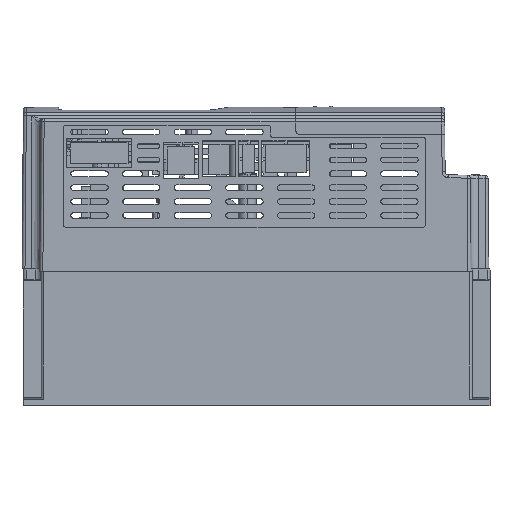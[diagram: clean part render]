
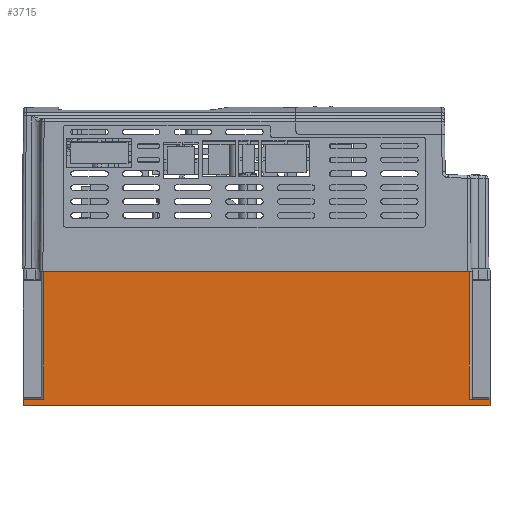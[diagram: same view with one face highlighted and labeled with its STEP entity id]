
A CAD part, left-side view. The second image highlights one B-rep face of the part: STEP entity #3715.
In plain terms, the highlighted planar face has unit normal (-1, 0, 0).
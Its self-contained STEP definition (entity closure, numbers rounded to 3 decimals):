
#39=DIRECTION('',(0.,0.,1.));
#40=VECTOR('',#39,3.5);
#41=CARTESIAN_POINT('',(0.,-117.5,-69.));
#42=LINE('',#41,#40);
#277=DIRECTION('',(0.,0.,1.));
#278=VECTOR('',#277,3.5);
#279=CARTESIAN_POINT('',(0.,117.5,-69.));
#280=LINE('',#279,#278);
#710=DIRECTION('',(0.,0.,-1.));
#711=VECTOR('',#710,64.);
#712=CARTESIAN_POINT('',(0.,107.,-1.5));
#713=LINE('',#712,#711);
#714=DIRECTION('',(0.,1.,0.));
#715=VECTOR('',#714,214.);
#716=CARTESIAN_POINT('',(0.,-107.,-1.5));
#717=LINE('',#716,#715);
#718=DIRECTION('',(0.,0.,1.));
#719=VECTOR('',#718,64.);
#720=CARTESIAN_POINT('',(0.,-107.,-65.5));
#721=LINE('',#720,#719);
#722=DIRECTION('',(0.,1.,0.));
#723=VECTOR('',#722,10.5);
#724=CARTESIAN_POINT('',(0.,-117.5,-65.5));
#725=LINE('',#724,#723);
#726=DIRECTION('',(0.,1.,0.));
#727=VECTOR('',#726,235.);
#728=CARTESIAN_POINT('',(0.,-117.5,-69.));
#729=LINE('',#728,#727);
#730=DIRECTION('',(0.,1.,0.));
#731=VECTOR('',#730,10.5);
#732=CARTESIAN_POINT('',(0.,107.,-65.5));
#733=LINE('',#732,#731);
#2574=CARTESIAN_POINT('',(0.,117.5,-69.));
#2575=VERTEX_POINT('',#2574);
#2578=CARTESIAN_POINT('',(0.,-117.5,-69.));
#2579=VERTEX_POINT('',#2578);
#2598=CARTESIAN_POINT('',(0.,-107.,-65.5));
#2599=CARTESIAN_POINT('',(0.,-107.,-1.5));
#2600=VERTEX_POINT('',#2598);
#2601=VERTEX_POINT('',#2599);
#2614=CARTESIAN_POINT('',(0.,-117.5,-65.5));
#2615=VERTEX_POINT('',#2614);
#2660=CARTESIAN_POINT('',(0.,107.,-65.5));
#2661=VERTEX_POINT('',#2660);
#2686=CARTESIAN_POINT('',(0.,107.,-1.5));
#2687=VERTEX_POINT('',#2686);
#2692=CARTESIAN_POINT('',(0.,117.5,-65.5));
#2693=VERTEX_POINT('',#2692);
#3697=CARTESIAN_POINT('',(0.,-117.5,-69.));
#3698=DIRECTION('',(-1.,0.,0.));
#3699=DIRECTION('',(0.,0.,1.));
#3700=AXIS2_PLACEMENT_3D('',#3697,#3698,#3699);
#3701=PLANE('',#3700);
#3703=ORIENTED_EDGE('',*,*,#3702,.F.);
#3705=ORIENTED_EDGE('',*,*,#3704,.F.);
#3707=ORIENTED_EDGE('',*,*,#3706,.F.);
#3708=ORIENTED_EDGE('',*,*,#3550,.F.);
#3709=ORIENTED_EDGE('',*,*,#3122,.F.);
#3710=ORIENTED_EDGE('',*,*,#3624,.T.);
#3711=ORIENTED_EDGE('',*,*,#3377,.T.);
#3712=ORIENTED_EDGE('',*,*,#3562,.F.);
#3713=EDGE_LOOP('',(#3703,#3705,#3707,#3708,#3709,#3710,#3711,#3712));
#3714=FACE_OUTER_BOUND('',#3713,.F.);
#3715=ADVANCED_FACE('',(#3714),#3701,.T.);
#3122=EDGE_CURVE('',#2579,#2615,#42,.T.);
#3377=EDGE_CURVE('',#2575,#2693,#280,.T.);
#3550=EDGE_CURVE('',#2615,#2600,#725,.T.);
#3562=EDGE_CURVE('',#2661,#2693,#733,.T.);
#3624=EDGE_CURVE('',#2579,#2575,#729,.T.);
#3702=EDGE_CURVE('',#2687,#2661,#713,.T.);
#3704=EDGE_CURVE('',#2601,#2687,#717,.T.);
#3706=EDGE_CURVE('',#2600,#2601,#721,.T.);
